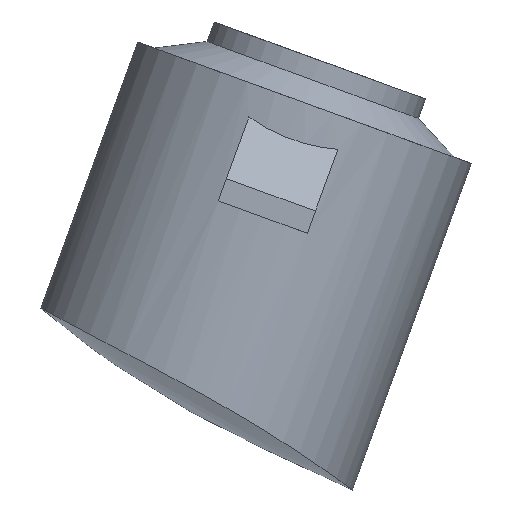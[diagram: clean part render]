
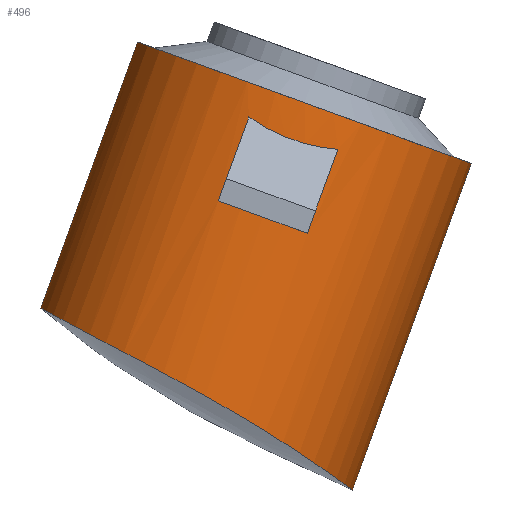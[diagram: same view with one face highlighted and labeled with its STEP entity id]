
A CAD part, left-side view. The second image highlights one B-rep face of the part: STEP entity #496.
In plain terms, the highlighted cylindrical face has radius 3.75 mm (diameter 7.5 mm), a partial arc.
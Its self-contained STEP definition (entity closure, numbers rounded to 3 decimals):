
#1 = EDGE_CURVE ( 'NONE', #434, #446, #555, .T. ) ;
#8 = LINE ( 'NONE', #208, #112 ) ;
#9 = CARTESIAN_POINT ( 'NONE',  ( -1.671, 23.883, -2.123 ) ) ;
#11 = CARTESIAN_POINT ( 'NONE',  ( -1.217, 24.052, -2.032 ) ) ;
#31 = VERTEX_POINT ( 'NONE', #410 ) ;
#34 = CARTESIAN_POINT ( 'NONE',  ( -3.724, 20.436, -3.969 ) ) ;
#49 = CYLINDRICAL_SURFACE ( 'NONE', #271, 3.75 ) ;
#56 = CARTESIAN_POINT ( 'NONE',  ( 0., 19.864, -11.885 ) ) ;
#58 = CARTESIAN_POINT ( 'NONE',  ( 0., 24.224, -1.937 ) ) ;
#66 = VERTEX_POINT ( 'NONE', #415 ) ;
#68 = EDGE_CURVE ( 'NONE', #634, #446, #102, .T. ) ;
#81 = EDGE_CURVE ( 'NONE', #31, #434, #677, .T. ) ;
#85 = DIRECTION ( 'NONE',  ( 0., -0.342, 0.94 ) ) ;
#90 = VERTEX_POINT ( 'NONE', #694 ) ;
#93 = CARTESIAN_POINT ( 'NONE',  ( -3.368, 19.42, -4.574 ) ) ;
#102 = CIRCLE ( 'NONE', #477, 3.75 ) ;
#107 = CARTESIAN_POINT ( 'NONE',  ( -3.728, 21.302, -3.488 ) ) ;
#112 = VECTOR ( 'NONE', #137, 1000. ) ;
#115 = CARTESIAN_POINT ( 'NONE',  ( 0., 15.131, 1.118 ) ) ;
#118 = FACE_BOUND ( 'NONE', #660, .T. ) ;
#120 = CARTESIAN_POINT ( 'NONE',  ( -0.979, 24.116, -1.996 ) ) ;
#124 = DIRECTION ( 'NONE',  ( 0., -0.342, 0.94 ) ) ;
#137 = DIRECTION ( 'NONE',  ( 0., -0.342, 0.94 ) ) ;
#141 = CARTESIAN_POINT ( 'NONE',  ( -2.985, 18.887, -4.913 ) ) ;
#158 = CARTESIAN_POINT ( 'NONE',  ( -1.89, 18.064, -5.473 ) ) ;
#166 = CARTESIAN_POINT ( 'NONE',  ( -2.301, 23.532, -2.311 ) ) ;
#172 = LINE ( 'NONE', #386, #418 ) ;
#188 = CARTESIAN_POINT ( 'NONE',  ( -2.828, 18.723, -5.022 ) ) ;
#189 = ORIENTED_EDGE ( 'NONE', *, *, #502, .F. ) ;
#190 = DIRECTION ( 'NONE',  ( 0., -0.94, -0.342 ) ) ;
#201 = CARTESIAN_POINT ( 'NONE',  ( -0.247, 24.224, -1.937 ) ) ;
#208 = CARTESIAN_POINT ( 'NONE',  ( 0., 26.912, -9.32 ) ) ;
#209 = CARTESIAN_POINT ( 'NONE',  ( -1.221, 17.806, -5.658 ) ) ;
#213 = CIRCLE ( 'NONE', #674, 3.75 ) ;
#219 = CARTESIAN_POINT ( 'NONE',  ( -1.891, 23.778, -2.18 ) ) ;
#225 = CARTESIAN_POINT ( 'NONE',  ( -2.49, 23.392, -2.385 ) ) ;
#228 = VECTOR ( 'NONE', #85, 1000. ) ;
#244 = CARTESIAN_POINT ( 'NONE',  ( 0., 19.534, -0.015 ) ) ;
#249 = EDGE_CURVE ( 'NONE', #90, #399, #213, .T. ) ;
#260 = CARTESIAN_POINT ( 'NONE',  ( -0.497, 17.662, -5.763 ) ) ;
#263 = CARTESIAN_POINT ( 'NONE',  ( -3.555, 19.811, -4.335 ) ) ;
#264 = VERTEX_POINT ( 'NONE', #632 ) ;
#271 = AXIS2_PLACEMENT_3D ( 'NONE', #450, #479, #487 ) ;
#275 = ORIENTED_EDGE ( 'NONE', *, *, #622, .T. ) ;
#302 = CARTESIAN_POINT ( 'NONE',  ( -3.614, 20.474, 0.327 ) ) ;
#306 = CARTESIAN_POINT ( 'NONE',  ( 0., 17.641, -5.778 ) ) ;
#314 = CARTESIAN_POINT ( 'NONE',  ( 0., 18.655, 2.4 ) ) ;
#321 = LINE ( 'NONE', #631, #228 ) ;
#325 = EDGE_LOOP ( 'NONE', ( #189, #542, #606, #571 ) ) ;
#359 = CARTESIAN_POINT ( 'NONE',  ( -3.635, 21.728, -3.259 ) ) ;
#362 = CARTESIAN_POINT ( 'NONE',  ( -3.264, 22.541, -2.832 ) ) ;
#366 = CARTESIAN_POINT ( 'NONE',  ( -3.379, 22.347, -2.933 ) ) ;
#386 = CARTESIAN_POINT ( 'NONE',  ( -3.614, 22.448, -10.945 ) ) ;
#387 = CARTESIAN_POINT ( 'NONE',  ( -2.485, 18.429, -5.219 ) ) ;
#389 = CARTESIAN_POINT ( 'NONE',  ( -3.796, 19.272, 1.703 ) ) ;
#390 = CARTESIAN_POINT ( 'NONE',  ( -3.254, 19.235, -4.69 ) ) ;
#392 = CARTESIAN_POINT ( 'NONE',  ( -3.614, 19.829, 2.099 ) ) ;
#394 = VECTOR ( 'NONE', #124, 1000. ) ;
#395 = CARTESIAN_POINT ( 'NONE',  ( -3.796, 18.63, 1.469 ) ) ;
#396 = CARTESIAN_POINT ( 'NONE',  ( -3.614, 17.949, 1.415 ) ) ;
#399 = VERTEX_POINT ( 'NONE', #302 ) ;
#410 = CARTESIAN_POINT ( 'NONE',  ( 0., 24.224, -1.937 ) ) ;
#413 = CARTESIAN_POINT ( 'NONE',  ( 0., 17.641, -5.778 ) ) ;
#415 = CARTESIAN_POINT ( 'NONE',  ( -3.614, 19.829, 2.099 ) ) ;
#418 = VECTOR ( 'NONE', #441, 1000. ) ;
#422 = CARTESIAN_POINT ( 'NONE',  ( -3.565, 21.94, -3.147 ) ) ;
#434 = VERTEX_POINT ( 'NONE', #413 ) ;
#441 = DIRECTION ( 'NONE',  ( 0., 0.342, -0.94 ) ) ;
#446 = VERTEX_POINT ( 'NONE', #115 ) ;
#450 = CARTESIAN_POINT ( 'NONE',  ( 0., 23.388, -10.603 ) ) ;
#461 = ORIENTED_EDGE ( 'NONE', *, *, #651, .T. ) ;
#475 = CARTESIAN_POINT ( 'NONE',  ( -2.994, 22.907, -2.64 ) ) ;
#477 = AXIS2_PLACEMENT_3D ( 'NONE', #314, #550, #642 ) ;
#479 = DIRECTION ( 'NONE',  ( 0., -0.342, 0.94 ) ) ;
#487 = DIRECTION ( 'NONE',  ( 0., -0.94, -0.342 ) ) ;
#488 = DIRECTION ( 'NONE',  ( 0., 0.342, -0.94 ) ) ;
#494 = CARTESIAN_POINT ( 'NONE',  ( -2.298, 18.297, -5.31 ) ) ;
#496 = ADVANCED_FACE ( 'NONE', ( #595, #118 ), #49, .T. ) ;
#502 = EDGE_CURVE ( 'NONE', #31, #634, #8, .T. ) ;
#535 = CARTESIAN_POINT ( 'NONE',  ( -1.672, 17.965, -5.543 ) ) ;
#536 =( BOUNDED_CURVE ( )  B_SPLINE_CURVE ( 3, ( #392, #389, #395, #396 ),
 .UNSPECIFIED., .F., .T. ) 
 B_SPLINE_CURVE_WITH_KNOTS ( ( 4, 4 ),
 ( 2.872, 3.412 ),
 .UNSPECIFIED. ) 
 CURVE ( )  GEOMETRIC_REPRESENTATION_ITEM ( )  RATIONAL_B_SPLINE_CURVE ( ( 1., 0.976, 0.976, 1. ) ) 
 REPRESENTATION_ITEM ( '' )  );
#542 = ORIENTED_EDGE ( 'NONE', *, *, #81, .T. ) ;
#550 = DIRECTION ( 'NONE',  ( 0., -0.342, 0.94 ) ) ;
#553 = EDGE_CURVE ( 'NONE', #66, #264, #536, .T. ) ;
#554 = ORIENTED_EDGE ( 'NONE', *, *, #553, .T. ) ;
#555 = LINE ( 'NONE', #56, #394 ) ;
#571 = ORIENTED_EDGE ( 'NONE', *, *, #68, .F. ) ;
#586 = CARTESIAN_POINT ( 'NONE',  ( -0.985, 17.745, -5.702 ) ) ;
#595 = FACE_OUTER_BOUND ( 'NONE', #325, .T. ) ;
#597 = CARTESIAN_POINT ( 'NONE',  ( -3.751, 21.085, -3.606 ) ) ;
#600 = ORIENTED_EDGE ( 'NONE', *, *, #249, .T. ) ;
#606 = ORIENTED_EDGE ( 'NONE', *, *, #1, .T. ) ;
#622 = EDGE_CURVE ( 'NONE', #264, #90, #172, .T. ) ;
#631 = CARTESIAN_POINT ( 'NONE',  ( -3.614, 24.327, -10.261 ) ) ;
#632 = CARTESIAN_POINT ( 'NONE',  ( -3.614, 17.949, 1.415 ) ) ;
#634 = VERTEX_POINT ( 'NONE', #681 ) ;
#637 = CARTESIAN_POINT ( 'NONE',  ( -0.25, 17.641, -5.778 ) ) ;
#638 = CARTESIAN_POINT ( 'NONE',  ( -0.492, 24.203, -1.949 ) ) ;
#642 = DIRECTION ( 'NONE',  ( 0., -0.94, -0.342 ) ) ;
#651 = EDGE_CURVE ( 'NONE', #399, #66, #321, .T. ) ;
#660 = EDGE_LOOP ( 'NONE', ( #600, #461, #554, #275 ) ) ;
#668 = CARTESIAN_POINT ( 'NONE',  ( -3.628, 20.018, -4.212 ) ) ;
#674 = AXIS2_PLACEMENT_3D ( 'NONE', #244, #488, #190 ) ;
#677 = B_SPLINE_CURVE_WITH_KNOTS ( 'NONE', 3,
 ( #58, #201, #638, #120, #11, #9, #219, #166, #225, #683, #475, #362, #366, #422, #359, #107, #597, #687, #34, #668, #263, #93, #390, #141, #188, #387, #494, #158, #535, #209, #586, #260, #637, #306 ),
 .UNSPECIFIED., .F., .F.,
 ( 4, 2, 2, 2, 2, 2, 2, 2, 2, 2, 2, 2, 2, 2, 2, 2, 4 ),
 ( 0.012, 0.013, 0.013, 0.014, 0.015, 0.016, 0.016, 0.017, 0.018, 0.018, 0.019, 0.02, 0.021, 0.021, 0.022, 0.023, 0.024 ),
 .UNSPECIFIED. ) ;
#681 = CARTESIAN_POINT ( 'NONE',  ( 0., 22.179, 3.683 ) ) ;
#683 = CARTESIAN_POINT ( 'NONE',  ( -2.836, 23.08, -2.549 ) ) ;
#687 = CARTESIAN_POINT ( 'NONE',  ( -3.749, 20.649, -3.848 ) ) ;
#694 = CARTESIAN_POINT ( 'NONE',  ( -3.614, 18.594, -0.357 ) ) ;
